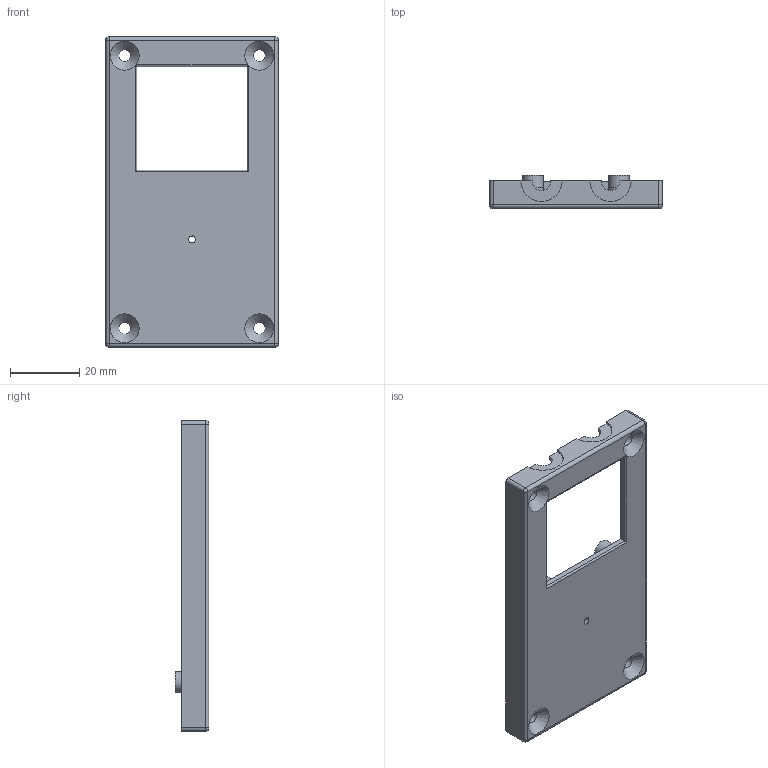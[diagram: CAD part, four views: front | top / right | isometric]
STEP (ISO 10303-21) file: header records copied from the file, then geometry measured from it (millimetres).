
FILE_DESCRIPTION(('FreeCAD Model'),'2;1');
FILE_NAME('Open CASCADE Shape Model','2025-03-31T15:41:26',('Author'),( ''),'Open CASCADE STEP processor 7.8','FreeCAD','Unknown');
FILE_SCHEMA(('AUTOMOTIVE_DESIGN { 1 0 10303 214 1 1 1 1 }'));
Length unit declared in the file: millimetre
Products named in the file (1): Radio Case Base
Bounding box: 50 x 9.8 x 90 mm (x, y, z)
Volume: 11450.1 mm3; surface area: 11983.5 mm2
Topology: 1 solids, 1 shells, 76 faces, 179 edges, 108 vertices
Faces by surface type: plane 35, cylinder 31, cone 4, sphere 4, torus 2
Full cylindrical faces by diameter (mm): 2 x1, 2.8 x5, 3.4 x4, 5.7 x1, 6 x4
Entity records: 2169 total; most frequent: DIRECTION 389, CARTESIAN_POINT 362, ORIENTED_EDGE 346, EDGE_CURVE 173, AXIS2_PLACEMENT_3D 143, VERTEX_POINT 108, LINE 103, VECTOR 103
